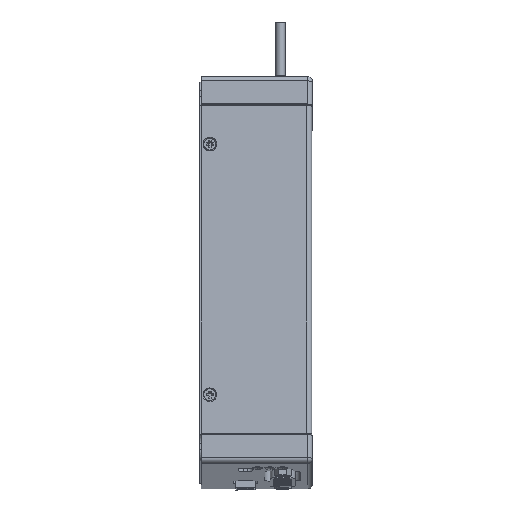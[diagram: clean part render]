
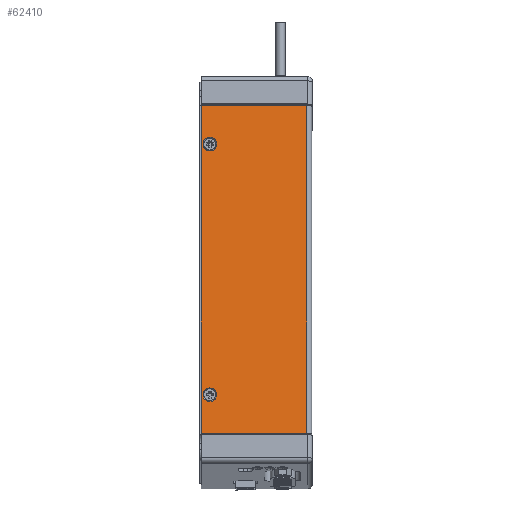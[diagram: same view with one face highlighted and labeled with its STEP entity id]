
A CAD part, front view. The second image highlights one B-rep face of the part: STEP entity #62410.
In plain terms, the highlighted planar face has unit normal (0, -0.993, 0.122).
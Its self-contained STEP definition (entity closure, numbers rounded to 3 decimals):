
#56980=CARTESIAN_POINT('',(10.167,-38.554,
-24.098));
#56990=VERTEX_POINT('',#56980);
#57810=CARTESIAN_POINT('',(-23.742,-38.554,
-24.098));
#57820=VERTEX_POINT('',#57810);
#57850=CARTESIAN_POINT('',(11.742,-38.554,
-24.098));
#57860=DIRECTION('',(-1.,0.,0.));
#57870=VECTOR('',#57860,1.);
#57880=LINE('',#57850,#57870);
#57890=EDGE_CURVE('',#56990,#57820,#57880,.T.);
#57990=CARTESIAN_POINT('',(11.23,-25.643,
81.056));
#58000=DIRECTION('',(1.,0.,0.));
#58010=VECTOR('',#58000,1.);
#58020=LINE('',#57990,#58010);
#58030=CARTESIAN_POINT('',(-23.742,-25.643,
81.056));
#58040=VERTEX_POINT('',#58030);
#58050=CARTESIAN_POINT('',(10.167,-25.643,
81.056));
#58060=VERTEX_POINT('',#58050);
#58070=EDGE_CURVE('',#58040,#58060,#58020,.T.);
#61630=CARTESIAN_POINT('',(-23.742,-25.581,
81.56));
#61640=DIRECTION('',(0.,-0.122,
-0.993));
#61650=VECTOR('',#61640,1.);
#61660=LINE('',#61630,#61650);
#61670=EDGE_CURVE('',#58040,#57820,#61660,.T.);
#61820=CARTESIAN_POINT('',(10.167,-25.581,
81.56));
#61830=DIRECTION('',(0.,-0.122,
-0.993));
#61840=VECTOR('',#61830,1.);
#61850=LINE('',#61820,#61840);
#61860=EDGE_CURVE('',#58060,#56990,#61850,.T.);
#61920=CARTESIAN_POINT('',(-23.742,-25.581,
81.56));
#61930=DIRECTION('',(0.,-0.993,
0.122));
#61940=DIRECTION('',(1.,0.,0.));
#61950=AXIS2_PLACEMENT_3D('',#61920,#61930,#61940);
#61960=PLANE('',#61950);
#61970=CARTESIAN_POINT('',(-20.948,-37.035,
-11.722));
#61980=DIRECTION('',(0.,-0.993,
0.122));
#61990=DIRECTION('',(1.,0.,0.));
#62000=AXIS2_PLACEMENT_3D('',#61970,#61980,#61990);
#62010=CIRCLE('',#62000,2.184);
#62020=CARTESIAN_POINT('',(-20.948,-36.768,
-9.554));
#62030=VERTEX_POINT('',#62020);
#62040=CARTESIAN_POINT('',(-23.132,-37.035,
-11.722));
#62050=VERTEX_POINT('',#62040);
#62060=EDGE_CURVE('',#62030,#62050,#62010,.T.);
#62070=ORIENTED_EDGE('',*,*,#62060,.F.);
#62080=CARTESIAN_POINT('',(-18.763,-37.035,
-11.722));
#62090=VERTEX_POINT('',#62080);
#62100=EDGE_CURVE('',#62050,#62090,#62010,.T.);
#62110=ORIENTED_EDGE('',*,*,#62100,.F.);
#62120=EDGE_CURVE('',#62090,#62030,#62010,.T.);
#62130=ORIENTED_EDGE('',*,*,#62120,.F.);
#62140=EDGE_LOOP('',(#62130,#62110,#62070));
#62150=FACE_BOUND('',#62140,.T.);
#62160=CARTESIAN_POINT('',(-20.948,-27.163,
68.674));
#62170=DIRECTION('',(0.,-0.993,
0.122));
#62180=DIRECTION('',(1.,0.,0.));
#62190=AXIS2_PLACEMENT_3D('',#62160,#62170,#62180);
#62200=CIRCLE('',#62190,2.184);
#62210=CARTESIAN_POINT('',(-20.948,-26.897,
70.842));
#62220=VERTEX_POINT('',#62210);
#62230=CARTESIAN_POINT('',(-23.132,-27.163,
68.674));
#62240=VERTEX_POINT('',#62230);
#62250=EDGE_CURVE('',#62220,#62240,#62200,.T.);
#62260=ORIENTED_EDGE('',*,*,#62250,.F.);
#62270=CARTESIAN_POINT('',(-18.763,-27.163,
68.674));
#62280=VERTEX_POINT('',#62270);
#62290=EDGE_CURVE('',#62240,#62280,#62200,.T.);
#62300=ORIENTED_EDGE('',*,*,#62290,.F.);
#62310=EDGE_CURVE('',#62280,#62220,#62200,.T.);
#62320=ORIENTED_EDGE('',*,*,#62310,.F.);
#62330=EDGE_LOOP('',(#62320,#62300,#62260));
#62340=FACE_BOUND('',#62330,.T.);
#62350=ORIENTED_EDGE('',*,*,#61860,.F.);
#62360=ORIENTED_EDGE('',*,*,#57890,.F.);
#62370=ORIENTED_EDGE('',*,*,#61670,.T.);
#62380=ORIENTED_EDGE('',*,*,#58070,.F.);
#62390=EDGE_LOOP('',(#62380,#62370,#62360,#62350));
#62400=FACE_OUTER_BOUND('',#62390,.T.);
#62410=ADVANCED_FACE('',(#62150,#62340,#62400),#61960,.T.);
